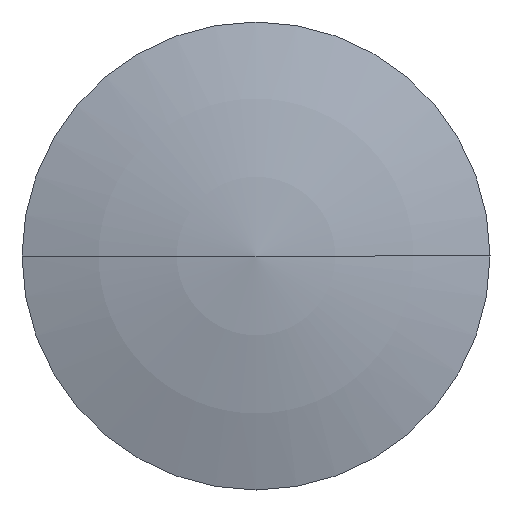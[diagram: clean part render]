
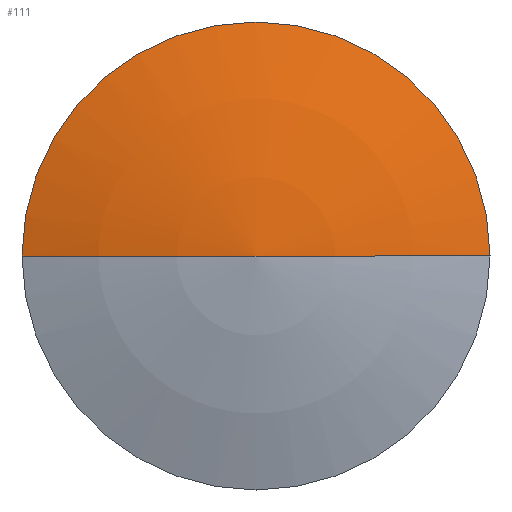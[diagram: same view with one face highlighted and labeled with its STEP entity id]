
A CAD part, left-side view. The second image highlights one B-rep face of the part: STEP entity #111.
In plain terms, the highlighted toroidal (fillet/blend) face has major radius 3.825 mm and minor radius 61.18 mm.
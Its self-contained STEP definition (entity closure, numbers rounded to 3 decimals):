
#41 = FACE_OUTER_BOUND ( 'NONE', #112, .T. ) ;
#43 = TOROIDAL_SURFACE ( 'NONE', #46, -3.825, 61.18 ) ;
#44 = DIRECTION ( 'NONE',  ( 0., 1., 0. ) ) ;
#45 = DIRECTION ( 'NONE',  ( 1., 0., 0. ) ) ;
#46 = AXIS2_PLACEMENT_3D ( 'NONE', #47, #45, #44 ) ;
#47 = CARTESIAN_POINT ( 'NONE',  ( 56.669, 0., 0. ) ) ;
#76 = DIRECTION ( 'NONE',  ( -1., 0., 0. ) ) ;
#77 = CARTESIAN_POINT ( 'NONE',  ( -1.543, 15., 0. ) ) ;
#78 = CARTESIAN_POINT ( 'NONE',  ( -4.392, 0., 0. ) ) ;
#79 = DIRECTION ( 'NONE',  ( 0., 0., -1. ) ) ;
#80 = CIRCLE ( 'NONE', #92, 61.18 ) ;
#81 = CIRCLE ( 'NONE', #91, 61.18 ) ;
#87 = CARTESIAN_POINT ( 'NONE',  ( -1.543, -15., 0. ) ) ;
#88 = DIRECTION ( 'NONE',  ( 0., -1., 0. ) ) ;
#89 = DIRECTION ( 'NONE',  ( 0., 0., 1. ) ) ;
#90 = CARTESIAN_POINT ( 'NONE',  ( 56.669, 3.825, 0. ) ) ;
#91 = AXIS2_PLACEMENT_3D ( 'NONE', #90, #89, #88 ) ;
#92 = AXIS2_PLACEMENT_3D ( 'NONE', #93, #79, #76 ) ;
#93 = CARTESIAN_POINT ( 'NONE',  ( 56.669, -3.825, 0. ) ) ;
#95 = ORIENTED_EDGE ( 'NONE', *, *, #96, .F. ) ;
#96 = EDGE_CURVE ( 'NONE', #116, #119, #133, .T. ) ;
#111 = ADVANCED_FACE ( 'NONE', ( #41 ), #43, .T. ) ;
#112 = EDGE_LOOP ( 'NONE', ( #113, #117, #95 ) ) ;
#113 = ORIENTED_EDGE ( 'NONE', *, *, #114, .F. ) ;
#114 = EDGE_CURVE ( 'NONE', #115, #116, #80, .T. ) ;
#115 = VERTEX_POINT ( 'NONE', #78 ) ;
#116 = VERTEX_POINT ( 'NONE', #77 ) ;
#117 = ORIENTED_EDGE ( 'NONE', *, *, #118, .T. ) ;
#118 = EDGE_CURVE ( 'NONE', #115, #119, #81, .T. ) ;
#119 = VERTEX_POINT ( 'NONE', #87 ) ;
#129 = DIRECTION ( 'NONE',  ( 0., 1., 0. ) ) ;
#130 = DIRECTION ( 'NONE',  ( 1., 0., 0. ) ) ;
#131 = CARTESIAN_POINT ( 'NONE',  ( -1.543, 0., 0. ) ) ;
#132 = AXIS2_PLACEMENT_3D ( 'NONE', #131, #130, #129 ) ;
#133 = CIRCLE ( 'NONE', #132, 15. ) ;
